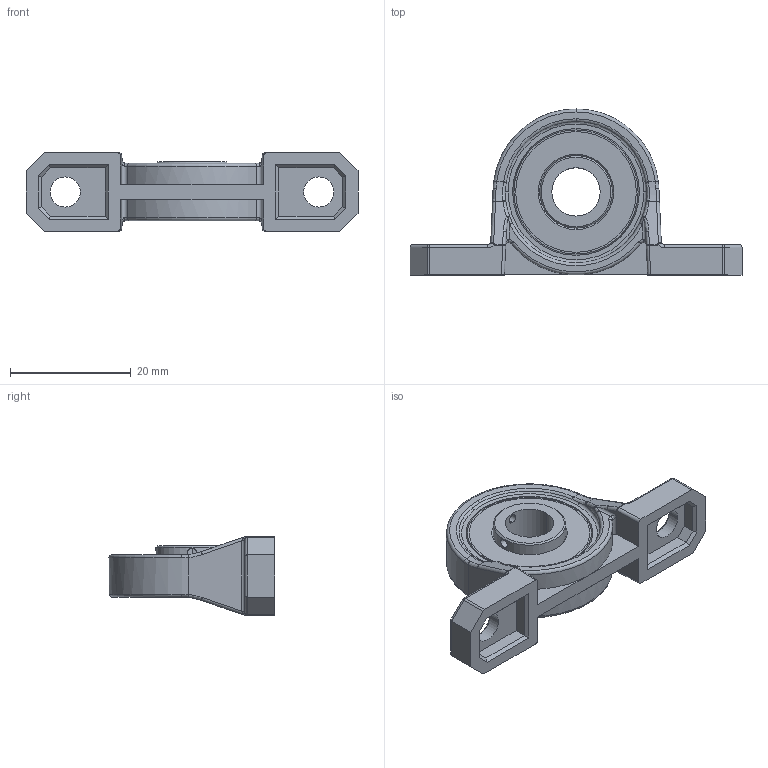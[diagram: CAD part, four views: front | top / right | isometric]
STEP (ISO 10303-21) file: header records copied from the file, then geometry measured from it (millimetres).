
FILE_DESCRIPTION (( 'STEP AP203' ), '1' );
FILE_NAME ('KP08 SUPPORT BEARING For T8 Lead Screw for 3D Printing machines and CNC (1).STEP', '2022-03-13T00:05:08', ( '' ), ( '' ), 'SwSTEP 2.0', 'SolidWorks 2021', '' );
FILE_SCHEMA (( 'CONFIG_CONTROL_DESIGN' ));
Length unit declared in the file: millimetre
Products named in the file (1): KP08 SUPPORT BEARING For T8 Lead Screw for 3D Printing machines and CNC (1)
Bounding box: 55 x 27.5 x 13 mm (x, y, z)
Volume: 5459.6 mm3; surface area: 5613.4 mm2
Topology: 4 solids, 4 shells, 222 faces, 542 edges, 312 vertices
Faces by surface type: cylinder 69, plane 65, bspline 42, torus 20, sphere 14, cone 12
Entity records: 7893 total; most frequent: CARTESIAN_POINT 2985, ORIENTED_EDGE 1052, DIRECTION 964, EDGE_CURVE 526, AXIS2_PLACEMENT_3D 377, VERTEX_POINT 312, EDGE_LOOP 238, ADVANCED_FACE 222
